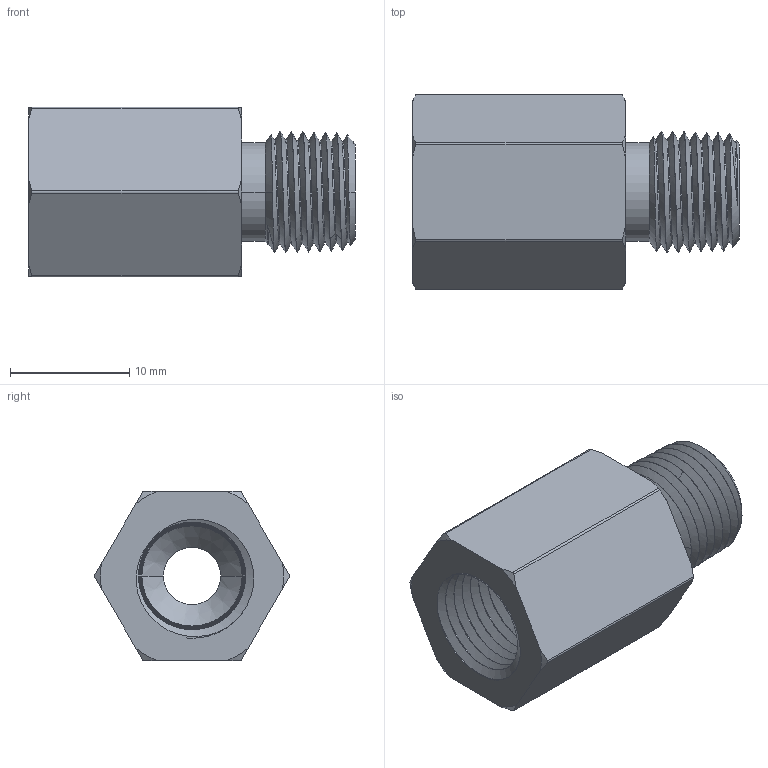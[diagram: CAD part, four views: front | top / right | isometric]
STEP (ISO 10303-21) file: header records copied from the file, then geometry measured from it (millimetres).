
FILE_DESCRIPTION((''),'2;1');
FILE_NAME('ADAPTER_H_MFAA','2025-07-08T13:16:35',('Administrator'),(''),'CREO PARAMETRIC BY PTC INC, 2020414','CREO PARAMETRIC BY PTC INC, 2020414','');
FILE_SCHEMA(('AUTOMOTIVE_DESIGN { 1 0 10303 214 1 1 1 1 }'));
Length unit declared in the file: millimetre
Products named in the file (1): ADAPTER_H_MFAA
Bounding box: 27.4 x 16.33 x 14.2 mm (x, y, z)
Volume: 2607.4 mm3; surface area: 2408.2 mm2
Topology: 1 solids, 1 shells, 94 faces, 261 edges, 180 vertices
Faces by surface type: cone 52, bspline 21, cylinder 12, plane 9
Entity records: 8121 total; most frequent: CARTESIAN_POINT 5845, ORIENTED_EDGE 514, DIRECTION 302, EDGE_CURVE 257, VERTEX_POINT 166, B_SPLINE_CURVE_WITH_KNOTS 140, COLOUR_RGB 116, AXIS2_PLACEMENT_3D 107
